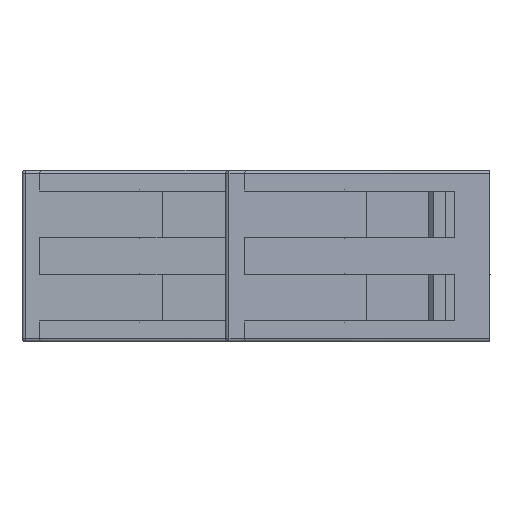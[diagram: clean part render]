
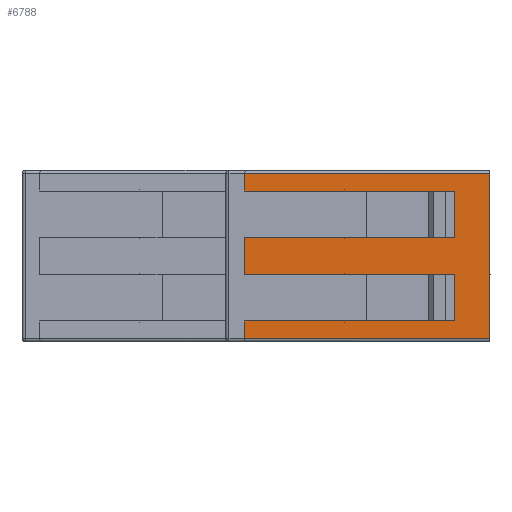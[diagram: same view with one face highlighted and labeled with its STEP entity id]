
A CAD part, left-side view. The second image highlights one B-rep face of the part: STEP entity #6788.
In plain terms, the highlighted planar face has unit normal (-1, 0.016, 0).
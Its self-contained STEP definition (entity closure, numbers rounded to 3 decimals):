
#435 = VERTEX_POINT ( 'NONE', #4854 ) ;
#469 = LINE ( 'NONE', #10093, #10539 ) ;
#760 = B_SPLINE_CURVE_WITH_KNOTS ( 'NONE', 3,
 ( #9573, #15875, #10201, #12022 ),
 .UNSPECIFIED., .F., .F.,
 ( 4, 4 ),
 ( 0., 1. ),
 .UNSPECIFIED. ) ;
#900 = CARTESIAN_POINT ( 'NONE',  ( -37.575, 11.15, 0. ) ) ;
#1432 = DIRECTION ( 'NONE',  ( 0., 0., 1. ) ) ;
#1672 = ORIENTED_EDGE ( 'NONE', *, *, #5517, .F. ) ;
#1929 = CARTESIAN_POINT ( 'NONE',  ( -37.75, 0., -7.5 ) ) ;
#2244 = DIRECTION ( 'NONE',  ( 0., 0., 1. ) ) ;
#2290 = DIRECTION ( 'NONE',  ( 0.016, 1., 0. ) ) ;
#2424 = CARTESIAN_POINT ( 'NONE',  ( -37.7, 3.2, 0. ) ) ;
#2527 = CARTESIAN_POINT ( 'NONE',  ( -37.575, 11.15, -5.9 ) ) ;
#2831 = VERTEX_POINT ( 'NONE', #23095 ) ;
#2888 = ORIENTED_EDGE ( 'NONE', *, *, #6523, .F. ) ;
#3037 = VERTEX_POINT ( 'NONE', #5414 ) ;
#4714 = ORIENTED_EDGE ( 'NONE', *, *, #8685, .F. ) ;
#4752 = DIRECTION ( 'NONE',  ( 1., -0.016, 0. ) ) ;
#4819 = EDGE_CURVE ( 'NONE', #17922, #17481, #13318, .T. ) ;
#4827 = CARTESIAN_POINT ( 'NONE',  ( -37.4, 22.3, -7.5 ) ) ;
#4854 = CARTESIAN_POINT ( 'NONE',  ( -37.543, 13.2, 1.7 ) ) ;
#4979 = CARTESIAN_POINT ( 'NONE',  ( -37.4, 22.3, -1.7 ) ) ;
#4993 = EDGE_CURVE ( 'NONE', #21844, #11366, #469, .T. ) ;
#5059 = CARTESIAN_POINT ( 'NONE',  ( -37.575, 11.15, -1.7 ) ) ;
#5268 = EDGE_CURVE ( 'NONE', #21796, #2831, #24603, .T. ) ;
#5414 = CARTESIAN_POINT ( 'NONE',  ( -37.543, 13.2, 5.9 ) ) ;
#5459 = DIRECTION ( 'NONE',  ( -0.016, -1., 0. ) ) ;
#5506 = CARTESIAN_POINT ( 'NONE',  ( -37.543, 13.2, -5.9 ) ) ;
#5517 = EDGE_CURVE ( 'NONE', #6965, #9738, #18936, .T. ) ;
#5643 = VECTOR ( 'NONE', #10403, 1000. ) ;
#5952 = ORIENTED_EDGE ( 'NONE', *, *, #7964, .F. ) ;
#6300 = LINE ( 'NONE', #12138, #5643 ) ;
#6511 = CARTESIAN_POINT ( 'NONE',  ( -37.575, 11.15, -7.5 ) ) ;
#6520 = CARTESIAN_POINT ( 'NONE',  ( -37.4, 22.3, 0. ) ) ;
#6523 = EDGE_CURVE ( 'NONE', #18144, #10563, #8838, .T. ) ;
#6788 = ADVANCED_FACE ( 'NONE', ( #22042 ), #19057, .F. ) ;
#6965 = VERTEX_POINT ( 'NONE', #7277 ) ;
#7081 = DIRECTION ( 'NONE',  ( 0.016, 1., 0. ) ) ;
#7103 = VERTEX_POINT ( 'NONE', #1929 ) ;
#7162 = CARTESIAN_POINT ( 'NONE',  ( -37.7, 3.2, -1.7 ) ) ;
#7194 = VECTOR ( 'NONE', #10496, 1000. ) ;
#7240 = DIRECTION ( 'NONE',  ( 0.016, 1., 0. ) ) ;
#7277 = CARTESIAN_POINT ( 'NONE',  ( -37.7, 3.2, 1.7 ) ) ;
#7830 = ORIENTED_EDGE ( 'NONE', *, *, #4819, .F. ) ;
#7964 = EDGE_CURVE ( 'NONE', #10563, #23990, #11923, .T. ) ;
#8117 = VECTOR ( 'NONE', #11219, 1000. ) ;
#8467 = LINE ( 'NONE', #18710, #7194 ) ;
#8685 = EDGE_CURVE ( 'NONE', #435, #6965, #8467, .T. ) ;
#8838 = LINE ( 'NONE', #19762, #9165 ) ;
#8972 = VECTOR ( 'NONE', #13961, 1000. ) ;
#9125 = ORIENTED_EDGE ( 'NONE', *, *, #10500, .F. ) ;
#9165 = VECTOR ( 'NONE', #5459, 1000. ) ;
#9294 = CARTESIAN_POINT ( 'NONE',  ( -37.4, 22.3, 1.7 ) ) ;
#9322 = EDGE_CURVE ( 'NONE', #17481, #18144, #17523, .T. ) ;
#9500 = ORIENTED_EDGE ( 'NONE', *, *, #15619, .F. ) ;
#9573 = CARTESIAN_POINT ( 'NONE',  ( -37.4, 22.3, 7.5 ) ) ;
#9738 = VERTEX_POINT ( 'NONE', #22186 ) ;
#9917 = ORIENTED_EDGE ( 'NONE', *, *, #9322, .F. ) ;
#10093 = CARTESIAN_POINT ( 'NONE',  ( -37.575, 11.15, -1.7 ) ) ;
#10201 = CARTESIAN_POINT ( 'NONE',  ( -37.633, 7.433, 7.5 ) ) ;
#10403 = DIRECTION ( 'NONE',  ( -0.016, -1., 0. ) ) ;
#10496 = DIRECTION ( 'NONE',  ( -0.016, -1., 0. ) ) ;
#10500 = EDGE_CURVE ( 'NONE', #7103, #17922, #14349, .T. ) ;
#10539 = VECTOR ( 'NONE', #24188, 1000. ) ;
#10563 = VERTEX_POINT ( 'NONE', #19121 ) ;
#10716 = LINE ( 'NONE', #14771, #22939 ) ;
#11085 = EDGE_CURVE ( 'NONE', #3037, #21796, #13670, .T. ) ;
#11205 = CARTESIAN_POINT ( 'NONE',  ( -37.4, 22.3, 5.9 ) ) ;
#11219 = DIRECTION ( 'NONE',  ( -0.016, -1., 0. ) ) ;
#11366 = VERTEX_POINT ( 'NONE', #4979 ) ;
#11415 = VECTOR ( 'NONE', #23823, 1000. ) ;
#11548 = VERTEX_POINT ( 'NONE', #9294 ) ;
#11563 = DIRECTION ( 'NONE',  ( 0., 0., 1. ) ) ;
#11781 = AXIS2_PLACEMENT_3D ( 'NONE', #900, #4752, #20992 ) ;
#11923 = LINE ( 'NONE', #2424, #21327 ) ;
#11962 = ORIENTED_EDGE ( 'NONE', *, *, #16081, .T. ) ;
#12022 = CARTESIAN_POINT ( 'NONE',  ( -37.75, 0., 7.5 ) ) ;
#12138 = CARTESIAN_POINT ( 'NONE',  ( -37.575, 11.15, 1.7 ) ) ;
#12513 = VECTOR ( 'NONE', #18452, 1000. ) ;
#13243 = ORIENTED_EDGE ( 'NONE', *, *, #25197, .F. ) ;
#13318 = LINE ( 'NONE', #21562, #25253 ) ;
#13614 = VECTOR ( 'NONE', #1432, 1000. ) ;
#13670 = LINE ( 'NONE', #25984, #8972 ) ;
#13725 = EDGE_CURVE ( 'NONE', #11548, #435, #6300, .T. ) ;
#13961 = DIRECTION ( 'NONE',  ( 0.016, 1., 0. ) ) ;
#14349 = LINE ( 'NONE', #6511, #25015 ) ;
#14491 = VERTEX_POINT ( 'NONE', #24801 ) ;
#14771 = CARTESIAN_POINT ( 'NONE',  ( -37.75, 0., 6.85 ) ) ;
#14794 = VECTOR ( 'NONE', #7081, 1000. ) ;
#14943 = ORIENTED_EDGE ( 'NONE', *, *, #17776, .F. ) ;
#15340 = CARTESIAN_POINT ( 'NONE',  ( -37.575, 11.15, 5.9 ) ) ;
#15619 = EDGE_CURVE ( 'NONE', #23990, #21844, #20432, .T. ) ;
#15875 = CARTESIAN_POINT ( 'NONE',  ( -37.517, 14.867, 7.5 ) ) ;
#16081 = EDGE_CURVE ( 'NONE', #7103, #14491, #10716, .T. ) ;
#16541 = ORIENTED_EDGE ( 'NONE', *, *, #24043, .F. ) ;
#16759 = ORIENTED_EDGE ( 'NONE', *, *, #13725, .F. ) ;
#17228 = CARTESIAN_POINT ( 'NONE',  ( -37.4, 22.3, -5.9 ) ) ;
#17481 = VERTEX_POINT ( 'NONE', #17228 ) ;
#17519 = LINE ( 'NONE', #6520, #12513 ) ;
#17523 = LINE ( 'NONE', #2527, #8117 ) ;
#17776 = EDGE_CURVE ( 'NONE', #11366, #11548, #17519, .T. ) ;
#17922 = VERTEX_POINT ( 'NONE', #4827 ) ;
#17927 = CARTESIAN_POINT ( 'NONE',  ( -37.7, 3.2, 0. ) ) ;
#18144 = VERTEX_POINT ( 'NONE', #5506 ) ;
#18452 = DIRECTION ( 'NONE',  ( 0., 0., 1. ) ) ;
#18710 = CARTESIAN_POINT ( 'NONE',  ( -37.575, 11.15, 1.7 ) ) ;
#18782 = ORIENTED_EDGE ( 'NONE', *, *, #4993, .F. ) ;
#18936 = LINE ( 'NONE', #17927, #11415 ) ;
#19057 = PLANE ( 'NONE',  #11781 ) ;
#19121 = CARTESIAN_POINT ( 'NONE',  ( -37.7, 3.2, -5.9 ) ) ;
#19287 = ORIENTED_EDGE ( 'NONE', *, *, #5268, .F. ) ;
#19417 = CARTESIAN_POINT ( 'NONE',  ( -37.4, 22.3, 0. ) ) ;
#19762 = CARTESIAN_POINT ( 'NONE',  ( -37.575, 11.15, -5.9 ) ) ;
#20348 = VECTOR ( 'NONE', #7240, 1000. ) ;
#20432 = LINE ( 'NONE', #5059, #14794 ) ;
#20824 = DIRECTION ( 'NONE',  ( 0., 0., 1. ) ) ;
#20992 = DIRECTION ( 'NONE',  ( 0.016, 1., 0. ) ) ;
#21327 = VECTOR ( 'NONE', #2244, 1000. ) ;
#21562 = CARTESIAN_POINT ( 'NONE',  ( -37.4, 22.3, 0. ) ) ;
#21645 = EDGE_LOOP ( 'NONE', ( #19287, #25952, #16541, #1672, #4714, #16759, #14943, #18782, #9500, #5952, #2888, #9917, #7830, #9125, #11962, #13243 ) ) ;
#21796 = VERTEX_POINT ( 'NONE', #11205 ) ;
#21844 = VERTEX_POINT ( 'NONE', #24973 ) ;
#22042 = FACE_OUTER_BOUND ( 'NONE', #21645, .T. ) ;
#22186 = CARTESIAN_POINT ( 'NONE',  ( -37.7, 3.2, 5.9 ) ) ;
#22939 = VECTOR ( 'NONE', #20824, 1000. ) ;
#23095 = CARTESIAN_POINT ( 'NONE',  ( -37.4, 22.3, 7.5 ) ) ;
#23823 = DIRECTION ( 'NONE',  ( 0., 0., 1. ) ) ;
#23990 = VERTEX_POINT ( 'NONE', #7162 ) ;
#24043 = EDGE_CURVE ( 'NONE', #9738, #3037, #25681, .T. ) ;
#24188 = DIRECTION ( 'NONE',  ( 0.016, 1., 0. ) ) ;
#24603 = LINE ( 'NONE', #19417, #13614 ) ;
#24801 = CARTESIAN_POINT ( 'NONE',  ( -37.75, 0., 7.5 ) ) ;
#24973 = CARTESIAN_POINT ( 'NONE',  ( -37.543, 13.2, -1.7 ) ) ;
#25015 = VECTOR ( 'NONE', #2290, 1000. ) ;
#25197 = EDGE_CURVE ( 'NONE', #2831, #14491, #760, .T. ) ;
#25253 = VECTOR ( 'NONE', #11563, 1000. ) ;
#25681 = LINE ( 'NONE', #15340, #20348 ) ;
#25952 = ORIENTED_EDGE ( 'NONE', *, *, #11085, .F. ) ;
#25984 = CARTESIAN_POINT ( 'NONE',  ( -37.575, 11.15, 5.9 ) ) ;
